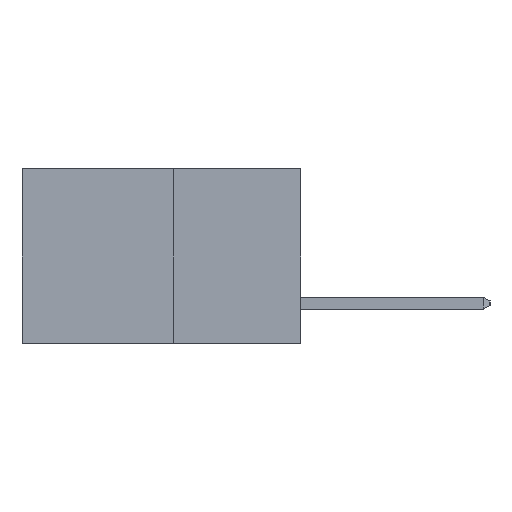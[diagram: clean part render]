
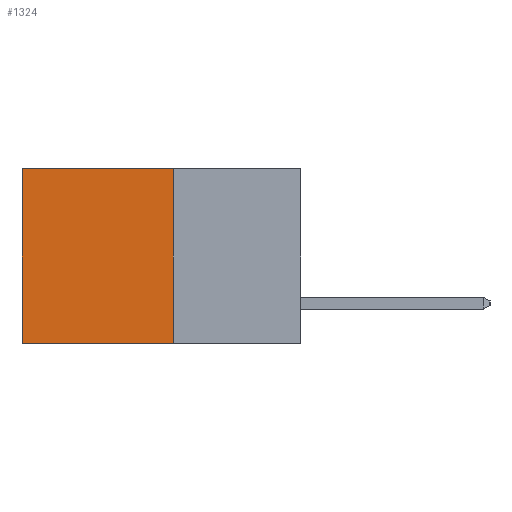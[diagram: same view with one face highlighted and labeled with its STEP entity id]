
A CAD part, left-side view. The second image highlights one B-rep face of the part: STEP entity #1324.
In plain terms, the highlighted planar face has unit normal (-1, 0, 0).
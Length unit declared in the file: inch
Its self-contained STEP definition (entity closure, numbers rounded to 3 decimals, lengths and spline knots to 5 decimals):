
#1208 = CARTESIAN_POINT ( 'NONE',  ( 0.277, 0.27, 0. ) ) ;
#1324 = ADVANCED_FACE ( 'NONE', ( #7066 ), #10589, .F. ) ;
#1747 = DIRECTION ( 'NONE',  ( 0., 1., 0. ) ) ;
#2558 = DIRECTION ( 'NONE',  ( 0., 1., 0. ) ) ;
#3794 = CARTESIAN_POINT ( 'NONE',  ( 0.277, 0.59, -0.37 ) ) ;
#4383 = DIRECTION ( 'NONE',  ( 0., 0., -1. ) ) ;
#5873 = DIRECTION ( 'NONE',  ( 1., 0., 0. ) ) ;
#6917 = DIRECTION ( 'NONE',  ( 0., 0., -1. ) ) ;
#7066 = FACE_OUTER_BOUND ( 'NONE', #15509, .T. ) ;
#7294 = LINE ( 'NONE', #1208, #13785 ) ;
#7327 = CARTESIAN_POINT ( 'NONE',  ( 0.277, 0.59, -0.37 ) ) ;
#7498 = CARTESIAN_POINT ( 'NONE',  ( 0.277, 0.59, 0. ) ) ;
#8293 = LINE ( 'NONE', #13480, #14763 ) ;
#8314 = CARTESIAN_POINT ( 'NONE',  ( 0.277, 0.27, -0.37 ) ) ;
#8619 = VERTEX_POINT ( 'NONE', #10880 ) ;
#9452 = CARTESIAN_POINT ( 'NONE',  ( 0.277, 0.27, -0.37 ) ) ;
#9569 = VERTEX_POINT ( 'NONE', #7498 ) ;
#10207 = ORIENTED_EDGE ( 'NONE', *, *, #14691, .T. ) ;
#10386 = AXIS2_PLACEMENT_3D ( 'NONE', #9452, #5873, #6917 ) ;
#10503 = ORIENTED_EDGE ( 'NONE', *, *, #14639, .T. ) ;
#10589 = PLANE ( 'NONE',  #10386 ) ;
#10604 = EDGE_CURVE ( 'NONE', #10671, #14476, #12345, .T. ) ;
#10671 = VERTEX_POINT ( 'NONE', #16188 ) ;
#10880 = CARTESIAN_POINT ( 'NONE',  ( 0.277, 0.27, 0. ) ) ;
#11948 = VECTOR ( 'NONE', #1747, 39.37008 ) ;
#12017 = LINE ( 'NONE', #3794, #14575 ) ;
#12345 = LINE ( 'NONE', #8314, #11948 ) ;
#12931 = ORIENTED_EDGE ( 'NONE', *, *, #10604, .F. ) ;
#13480 = CARTESIAN_POINT ( 'NONE',  ( 0.277, 0.27, -0.37 ) ) ;
#13785 = VECTOR ( 'NONE', #2558, 39.37008 ) ;
#14182 = DIRECTION ( 'NONE',  ( 0., 0., -1. ) ) ;
#14476 = VERTEX_POINT ( 'NONE', #7327 ) ;
#14575 = VECTOR ( 'NONE', #14182, 39.37008 ) ;
#14639 = EDGE_CURVE ( 'NONE', #9569, #14476, #12017, .T. ) ;
#14691 = EDGE_CURVE ( 'NONE', #8619, #9569, #7294, .T. ) ;
#14763 = VECTOR ( 'NONE', #4383, 39.37008 ) ;
#15509 = EDGE_LOOP ( 'NONE', ( #10503, #12931, #15727, #10207 ) ) ;
#15636 = EDGE_CURVE ( 'NONE', #8619, #10671, #8293, .T. ) ;
#15727 = ORIENTED_EDGE ( 'NONE', *, *, #15636, .F. ) ;
#16188 = CARTESIAN_POINT ( 'NONE',  ( 0.277, 0.27, -0.37 ) ) ;
